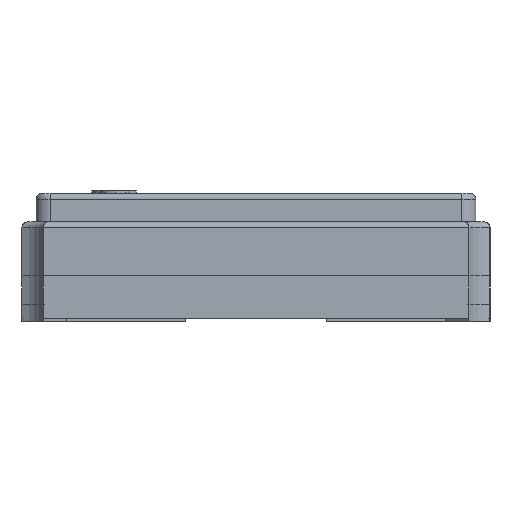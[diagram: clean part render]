
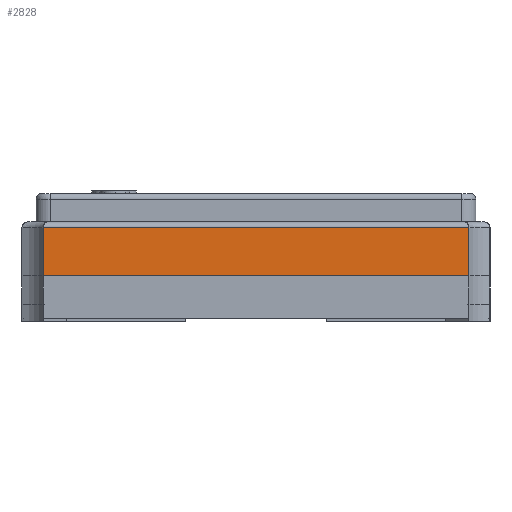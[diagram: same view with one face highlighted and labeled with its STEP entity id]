
A CAD part, left-side view. The second image highlights one B-rep face of the part: STEP entity #2828.
In plain terms, the highlighted planar face has unit normal (-1, 0, 0).
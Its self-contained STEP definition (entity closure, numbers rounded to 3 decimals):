
#2828 = ADVANCED_FACE('',(#2829),#2863,.F.);
#2829 = FACE_BOUND('',#2830,.T.);
#2830 = EDGE_LOOP('',(#2831,#2841,#2849,#2857));
#2831 = ORIENTED_EDGE('',*,*,#2832,.F.);
#2832 = EDGE_CURVE('',#2833,#2835,#2837,.T.);
#2833 = VERTEX_POINT('',#2834);
#2834 = CARTESIAN_POINT('',(-1.025,-0.75,
    0.33));
#2835 = VERTEX_POINT('',#2836);
#2836 = CARTESIAN_POINT('',(-1.025,-0.75,
    0.16));
#2837 = LINE('',#2838,#2839);
#2838 = CARTESIAN_POINT('',(-1.025,-0.75,
    0.45));
#2839 = VECTOR('',#2840,1.);
#2840 = DIRECTION('',(-0.,-0.,-1.));
#2841 = ORIENTED_EDGE('',*,*,#2842,.T.);
#2842 = EDGE_CURVE('',#2833,#2843,#2845,.T.);
#2843 = VERTEX_POINT('',#2844);
#2844 = CARTESIAN_POINT('',(-1.025,0.75,
    0.33));
#2845 = LINE('',#2846,#2847);
#2846 = CARTESIAN_POINT('',(-1.025,0.75,
    0.33));
#2847 = VECTOR('',#2848,1.);
#2848 = DIRECTION('',(0.,1.,0.));
#2849 = ORIENTED_EDGE('',*,*,#2850,.T.);
#2850 = EDGE_CURVE('',#2843,#2851,#2853,.T.);
#2851 = VERTEX_POINT('',#2852);
#2852 = CARTESIAN_POINT('',(-1.025,0.75,0.16
    ));
#2853 = LINE('',#2854,#2855);
#2854 = CARTESIAN_POINT('',(-1.025,0.75,
    0.45));
#2855 = VECTOR('',#2856,1.);
#2856 = DIRECTION('',(-0.,-0.,-1.));
#2857 = ORIENTED_EDGE('',*,*,#2858,.T.);
#2858 = EDGE_CURVE('',#2851,#2835,#2859,.T.);
#2859 = LINE('',#2860,#2861);
#2860 = CARTESIAN_POINT('',(-1.025,0.775,0.16
    ));
#2861 = VECTOR('',#2862,1.);
#2862 = DIRECTION('',(0.,-1.,0.));
#2863 = PLANE('',#2864);
#2864 = AXIS2_PLACEMENT_3D('',#2865,#2866,#2867);
#2865 = CARTESIAN_POINT('',(-1.025,0.775,
    0.35));
#2866 = DIRECTION('',(1.,0.,0.));
#2867 = DIRECTION('',(0.,1.,0.));
